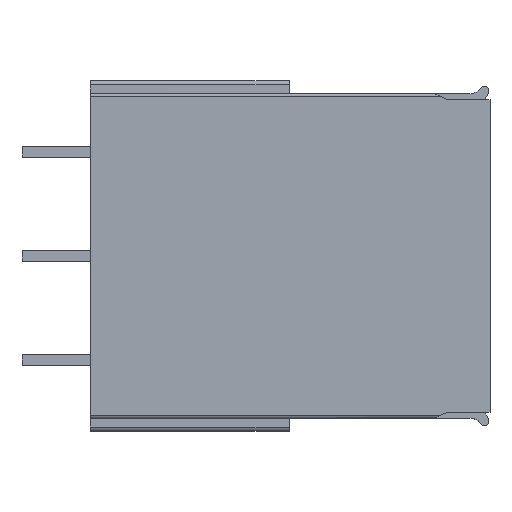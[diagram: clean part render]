
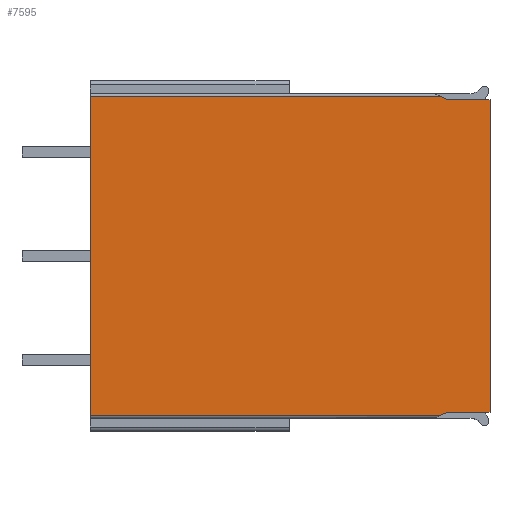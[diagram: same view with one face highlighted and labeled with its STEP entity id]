
A CAD part, top view. The second image highlights one B-rep face of the part: STEP entity #7595.
In plain terms, the highlighted planar face has unit normal (0, 0, 1).
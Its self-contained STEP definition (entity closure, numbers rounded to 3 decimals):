
#671=DIRECTION('',(0.,1.,0.));
#672=VECTOR('',#671,22.86);
#673=CARTESIAN_POINT('',(14.625,1.4,7.145));
#674=LINE('',#673,#672);
#2421=DIRECTION('',(-0.907,0.421,0.));
#2422=VECTOR('',#2421,0.598);
#2423=CARTESIAN_POINT('',(11.525,24.26,7.145));
#2424=LINE('',#2423,#2422);
#2425=DIRECTION('',(-1.,0.,0.));
#2426=VECTOR('',#2425,3.1);
#2427=CARTESIAN_POINT('',(14.625,24.26,7.145));
#2428=LINE('',#2427,#2426);
#2429=DIRECTION('',(-1.,0.,0.));
#2430=VECTOR('',#2429,3.1);
#2431=CARTESIAN_POINT('',(14.625,1.4,7.145));
#2432=LINE('',#2431,#2430);
#2433=DIRECTION('',(-0.907,-0.421,0.));
#2434=VECTOR('',#2433,0.598);
#2435=CARTESIAN_POINT('',(11.525,1.4,7.145));
#2436=LINE('',#2435,#2434);
#2437=DIRECTION('',(1.,0.,0.));
#2438=VECTOR('',#2437,25.608);
#2439=CARTESIAN_POINT('',(-14.625,1.149,7.145));
#2440=LINE('',#2439,#2438);
#2441=DIRECTION('',(0.,1.,0.));
#2442=VECTOR('',#2441,23.363);
#2443=CARTESIAN_POINT('',(-14.625,1.149,7.145));
#2444=LINE('',#2443,#2442);
#2445=DIRECTION('',(1.,0.,0.));
#2446=VECTOR('',#2445,25.608);
#2447=CARTESIAN_POINT('',(-14.625,24.511,7.145));
#2448=LINE('',#2447,#2446);
#3729=CARTESIAN_POINT('',(14.625,1.4,7.145));
#3730=CARTESIAN_POINT('',(11.525,1.4,7.145));
#3731=VERTEX_POINT('',#3729);
#3732=VERTEX_POINT('',#3730);
#3791=CARTESIAN_POINT('',(10.983,1.149,7.145));
#3792=VERTEX_POINT('',#3791);
#3793=CARTESIAN_POINT('',(-14.625,1.149,7.145));
#3794=VERTEX_POINT('',#3793);
#3816=CARTESIAN_POINT('',(-14.625,24.511,7.145));
#3817=VERTEX_POINT('',#3816);
#3954=CARTESIAN_POINT('',(11.525,24.26,7.145));
#3956=VERTEX_POINT('',#3954);
#4016=CARTESIAN_POINT('',(10.983,24.511,7.145));
#4017=VERTEX_POINT('',#4016);
#4018=CARTESIAN_POINT('',(14.625,24.26,7.145));
#4019=VERTEX_POINT('',#4018);
#7576=CARTESIAN_POINT('',(-14.625,0.,7.145));
#7577=DIRECTION('',(0.,0.,1.));
#7578=DIRECTION('',(1.,0.,0.));
#7579=AXIS2_PLACEMENT_3D('',#7576,#7577,#7578);
#7580=PLANE('',#7579);
#7581=ORIENTED_EDGE('',*,*,#6508,.F.);
#7582=ORIENTED_EDGE('',*,*,#7571,.F.);
#7583=ORIENTED_EDGE('',*,*,#5030,.F.);
#7585=ORIENTED_EDGE('',*,*,#7584,.T.);
#7587=ORIENTED_EDGE('',*,*,#7586,.T.);
#7589=ORIENTED_EDGE('',*,*,#7588,.F.);
#7590=ORIENTED_EDGE('',*,*,#6365,.T.);
#7592=ORIENTED_EDGE('',*,*,#7591,.T.);
#7593=EDGE_LOOP('',(#7581,#7582,#7583,#7585,#7587,#7589,#7590,#7592));
#7594=FACE_OUTER_BOUND('',#7593,.F.);
#7595=ADVANCED_FACE('',(#7594),#7580,.T.);
#5030=EDGE_CURVE('',#3731,#4019,#674,.T.);
#6365=EDGE_CURVE('',#3794,#3817,#2444,.T.);
#6508=EDGE_CURVE('',#3956,#4017,#2424,.T.);
#7571=EDGE_CURVE('',#4019,#3956,#2428,.T.);
#7584=EDGE_CURVE('',#3731,#3732,#2432,.T.);
#7586=EDGE_CURVE('',#3732,#3792,#2436,.T.);
#7588=EDGE_CURVE('',#3794,#3792,#2440,.T.);
#7591=EDGE_CURVE('',#3817,#4017,#2448,.T.);
